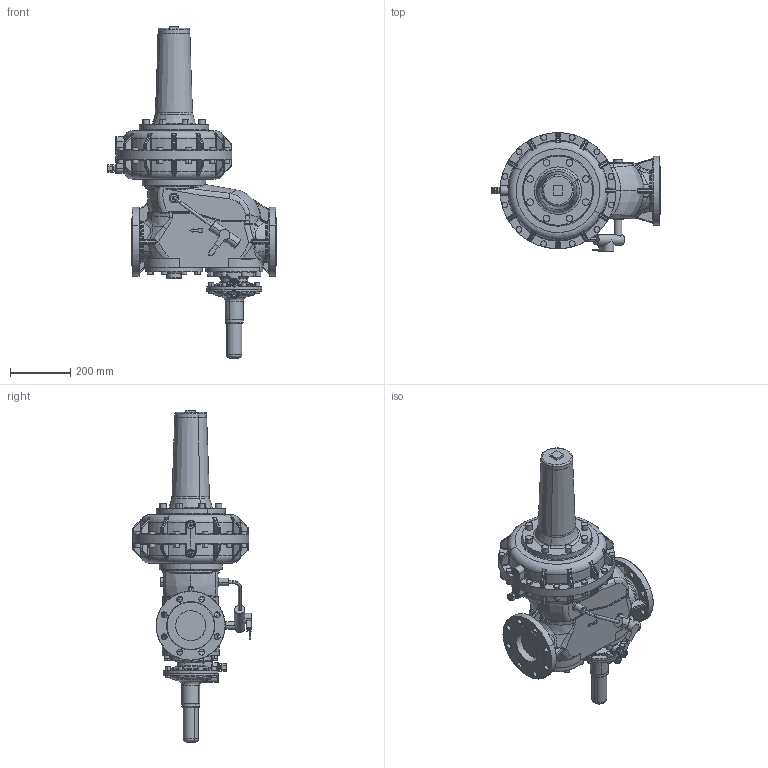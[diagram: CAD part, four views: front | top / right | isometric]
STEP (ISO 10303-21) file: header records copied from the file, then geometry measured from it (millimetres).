
FILE_DESCRIPTION(('CATIA V5 STEP Exchange'),'2;1');
FILE_NAME('RS251 DN100 385 links ANSI.stp','2023-04-27T05:52:25+00:00',('none'),('none'),'CATIA Version 5-6 Release 2018 SP2','CATIA V5 STEP AP203','none');
FILE_SCHEMA(('CONFIG_CONTROL_DESIGN'));
Products named in the file (1): Product1
Assembly tree (2 placements, depth 2):
  Product1
    #57
    #125000
Bounding box: 560.3 x 393.5 x 1102 mm (x, y, z)
Volume: 41746227.7 mm3; surface area: 1413171.7 mm2
Topology: 3 solids, 28 shells, 2432 faces, 6006 edges, 3589 vertices
Faces by surface type: cylinder 813, bspline 559, torus 457, plane 389, cone 128, sphere 84, revolution 2
Entity records: 127260 total; most frequent: CARTESIAN_POINT 80545, ORIENTED_EDGE 11734, EDGE_CURVE 5867, DIRECTION 5692, VERTEX_POINT 3588, AXIS2_PLACEMENT_3D 3174, EDGE_LOOP 2577, B_SPLINE_CURVE_WITH_KNOTS 2523
